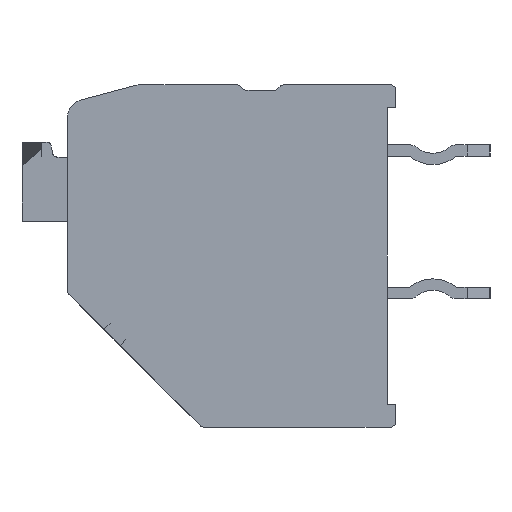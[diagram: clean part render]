
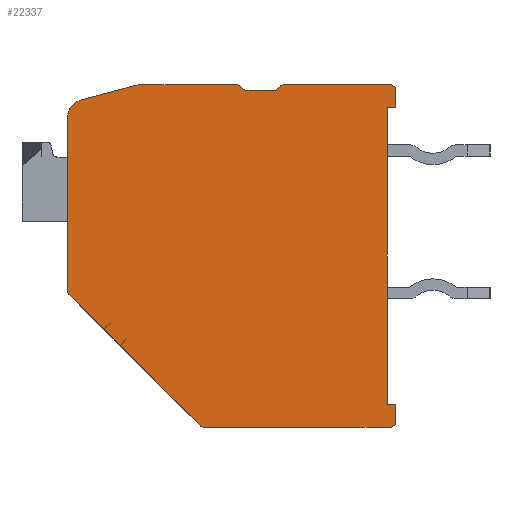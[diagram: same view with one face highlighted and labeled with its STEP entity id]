
A CAD part, left-side view. The second image highlights one B-rep face of the part: STEP entity #22337.
In plain terms, the highlighted planar face has unit normal (-1, 0, 0).
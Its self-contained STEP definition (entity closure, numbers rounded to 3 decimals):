
#7226=CARTESIAN_POINT('',(-63.,5.15,4.883));
#7227=DIRECTION('',(1.,0.,0.));
#7228=DIRECTION('',(0.,1.,0.));
#7229=AXIS2_PLACEMENT_3D('',#7226,#7227,#7228);
#7231=DIRECTION('',(0.,-0.966,0.259));
#7232=VECTOR('',#7231,1.997);
#7233=CARTESIAN_POINT('',(-63.,5.305,5.463));
#7234=LINE('',#7233,#7232);
#7235=CARTESIAN_POINT('',(-63.,3.221,5.4));
#7236=DIRECTION('',(1.,0.,0.));
#7237=DIRECTION('',(0.,0.259,0.966));
#7238=AXIS2_PLACEMENT_3D('',#7235,#7236,#7237);
#7240=DIRECTION('',(0.,-1.,0.));
#7241=VECTOR('',#7240,3.388);
#7242=CARTESIAN_POINT('',(-63.,3.221,6.));
#7243=LINE('',#7242,#7241);
#7244=CARTESIAN_POINT('',(-63.,-0.167,5.8));
#7245=DIRECTION('',(1.,0.,0.));
#7246=DIRECTION('',(0.,0.,1.));
#7247=AXIS2_PLACEMENT_3D('',#7244,#7245,#7246);
#7249=DIRECTION('',(0.,-0.707,-0.707));
#7250=VECTOR('',#7249,0.117);
#7251=CARTESIAN_POINT('',(-63.,-0.309,5.941));
#7252=LINE('',#7251,#7250);
#7253=CARTESIAN_POINT('',(-63.,-0.533,6.));
#7254=DIRECTION('',(-1.,0.,0.));
#7255=DIRECTION('',(0.,0.707,-0.707));
#7256=AXIS2_PLACEMENT_3D('',#7253,#7254,#7255);
#7258=DIRECTION('',(0.,-1.,0.));
#7259=VECTOR('',#7258,0.934);
#7260=CARTESIAN_POINT('',(-63.,-0.533,5.8));
#7261=LINE('',#7260,#7259);
#7262=CARTESIAN_POINT('',(-63.,-1.467,6.));
#7263=DIRECTION('',(-1.,0.,0.));
#7264=DIRECTION('',(0.,0.,-1.));
#7265=AXIS2_PLACEMENT_3D('',#7262,#7263,#7264);
#7267=DIRECTION('',(0.,-0.707,0.707));
#7268=VECTOR('',#7267,0.117);
#7269=CARTESIAN_POINT('',(-63.,-1.609,5.859));
#7270=LINE('',#7269,#7268);
#7271=CARTESIAN_POINT('',(-63.,-1.833,5.8));
#7272=DIRECTION('',(1.,0.,0.));
#7273=DIRECTION('',(0.,0.707,0.707));
#7274=AXIS2_PLACEMENT_3D('',#7271,#7272,#7273);
#7276=DIRECTION('',(0.,-1.,0.));
#7277=VECTOR('',#7276,3.717);
#7278=CARTESIAN_POINT('',(-63.,-1.833,6.));
#7279=LINE('',#7278,#7277);
#7280=CARTESIAN_POINT('',(-63.,-5.55,5.8));
#7281=DIRECTION('',(1.,0.,0.));
#7282=DIRECTION('',(0.,0.,1.));
#7283=AXIS2_PLACEMENT_3D('',#7280,#7281,#7282);
#7285=DIRECTION('',(0.,0.,-1.));
#7286=VECTOR('',#7285,0.6);
#7287=CARTESIAN_POINT('',(-63.,-5.75,5.8));
#7288=LINE('',#7287,#7286);
#7289=DIRECTION('',(0.,1.,0.));
#7290=VECTOR('',#7289,0.3);
#7291=CARTESIAN_POINT('',(-63.,-5.75,5.2));
#7292=LINE('',#7291,#7290);
#7293=DIRECTION('',(0.,0.,-1.));
#7294=VECTOR('',#7293,10.4);
#7295=CARTESIAN_POINT('',(-63.,-5.45,5.2));
#7296=LINE('',#7295,#7294);
#7297=DIRECTION('',(0.,-1.,0.));
#7298=VECTOR('',#7297,0.3);
#7299=CARTESIAN_POINT('',(-63.,-5.45,-5.2));
#7300=LINE('',#7299,#7298);
#7301=DIRECTION('',(0.,0.,-1.));
#7302=VECTOR('',#7301,0.6);
#7303=CARTESIAN_POINT('',(-63.,-5.75,-5.2));
#7304=LINE('',#7303,#7302);
#7305=CARTESIAN_POINT('',(-63.,-5.55,-5.8));
#7306=DIRECTION('',(1.,0.,0.));
#7307=DIRECTION('',(0.,-1.,0.));
#7308=AXIS2_PLACEMENT_3D('',#7305,#7306,#7307);
#7310=DIRECTION('',(0.,1.,0.));
#7311=VECTOR('',#7310,6.515);
#7312=CARTESIAN_POINT('',(-63.,-5.55,-6.));
#7313=LINE('',#7312,#7311);
#7314=CARTESIAN_POINT('',(-63.,0.965,-5.8));
#7315=DIRECTION('',(1.,0.,0.));
#7316=DIRECTION('',(0.,0.,-1.));
#7317=AXIS2_PLACEMENT_3D('',#7314,#7315,#7316);
#7319=DIRECTION('',(0.,0.707,0.707));
#7320=VECTOR('',#7319,6.484);
#7321=CARTESIAN_POINT('',(-63.,1.107,-5.941));
#7322=LINE('',#7321,#7320);
#7323=CARTESIAN_POINT('',(-63.,5.55,-1.215));
#7324=DIRECTION('',(1.,0.,0.));
#7325=DIRECTION('',(0.,0.707,-0.707));
#7326=AXIS2_PLACEMENT_3D('',#7323,#7324,#7325);
#7328=DIRECTION('',(0.,0.,1.));
#7329=VECTOR('',#7328,6.098);
#7330=CARTESIAN_POINT('',(-63.,5.75,-1.215));
#7331=LINE('',#7330,#7329);
#9964=CARTESIAN_POINT('',(-63.,5.75,4.883));
#9965=CARTESIAN_POINT('',(-63.,5.305,5.463));
#9966=VERTEX_POINT('',#9964);
#9967=VERTEX_POINT('',#9965);
#9968=CARTESIAN_POINT('',(-63.,3.376,5.98));
#9969=VERTEX_POINT('',#9968);
#9970=CARTESIAN_POINT('',(-63.,3.221,6.));
#9971=VERTEX_POINT('',#9970);
#9972=CARTESIAN_POINT('',(-63.,-0.167,6.));
#9973=VERTEX_POINT('',#9972);
#9974=CARTESIAN_POINT('',(-63.,-0.309,5.941));
#9975=VERTEX_POINT('',#9974);
#9976=CARTESIAN_POINT('',(-63.,-0.391,5.859));
#9977=VERTEX_POINT('',#9976);
#9978=CARTESIAN_POINT('',(-63.,-0.533,5.8));
#9979=VERTEX_POINT('',#9978);
#9980=CARTESIAN_POINT('',(-63.,-1.467,5.8));
#9981=VERTEX_POINT('',#9980);
#9982=CARTESIAN_POINT('',(-63.,-1.609,5.859));
#9983=VERTEX_POINT('',#9982);
#9984=CARTESIAN_POINT('',(-63.,-1.691,5.941));
#9985=VERTEX_POINT('',#9984);
#9986=CARTESIAN_POINT('',(-63.,-1.833,6.));
#9987=VERTEX_POINT('',#9986);
#9988=CARTESIAN_POINT('',(-63.,-5.55,6.));
#9989=VERTEX_POINT('',#9988);
#9990=CARTESIAN_POINT('',(-63.,-5.75,5.8));
#9991=VERTEX_POINT('',#9990);
#9992=CARTESIAN_POINT('',(-63.,-5.75,5.2));
#9993=VERTEX_POINT('',#9992);
#9994=CARTESIAN_POINT('',(-63.,-5.45,5.2));
#9995=VERTEX_POINT('',#9994);
#9996=CARTESIAN_POINT('',(-63.,-5.45,-5.2));
#9997=VERTEX_POINT('',#9996);
#9998=CARTESIAN_POINT('',(-63.,-5.75,-5.2));
#9999=VERTEX_POINT('',#9998);
#10000=CARTESIAN_POINT('',(-63.,-5.75,-5.8));
#10001=VERTEX_POINT('',#10000);
#10002=CARTESIAN_POINT('',(-63.,-5.55,-6.));
#10003=VERTEX_POINT('',#10002);
#10004=CARTESIAN_POINT('',(-63.,0.965,-6.));
#10005=VERTEX_POINT('',#10004);
#10006=CARTESIAN_POINT('',(-63.,1.107,-5.941));
#10007=VERTEX_POINT('',#10006);
#10008=CARTESIAN_POINT('',(-63.,5.691,-1.357));
#10009=VERTEX_POINT('',#10008);
#10010=CARTESIAN_POINT('',(-63.,5.75,-1.215));
#10011=VERTEX_POINT('',#10010);
#22306=CARTESIAN_POINT('',(-63.,0.,0.));
#22307=DIRECTION('',(1.,0.,0.));
#22308=DIRECTION('',(0.,0.,-1.));
#22309=AXIS2_PLACEMENT_3D('',#22306,#22307,#22308);
#22310=PLANE('',#22309);
#22311=ORIENTED_EDGE('',*,*,#12768,.T.);
#22312=ORIENTED_EDGE('',*,*,#12783,.T.);
#22313=ORIENTED_EDGE('',*,*,#12797,.T.);
#22314=ORIENTED_EDGE('',*,*,#12811,.T.);
#22315=ORIENTED_EDGE('',*,*,#12825,.T.);
#22316=ORIENTED_EDGE('',*,*,#12839,.T.);
#22317=ORIENTED_EDGE('',*,*,#12853,.T.);
#22318=ORIENTED_EDGE('',*,*,#12867,.T.);
#22319=ORIENTED_EDGE('',*,*,#12881,.T.);
#22320=ORIENTED_EDGE('',*,*,#12895,.T.);
#22321=ORIENTED_EDGE('',*,*,#12909,.T.);
#22322=ORIENTED_EDGE('',*,*,#12923,.T.);
#22323=ORIENTED_EDGE('',*,*,#12937,.T.);
#22324=ORIENTED_EDGE('',*,*,#12951,.T.);
#22325=ORIENTED_EDGE('',*,*,#12965,.T.);
#22326=ORIENTED_EDGE('',*,*,#12979,.T.);
#22327=ORIENTED_EDGE('',*,*,#13173,.T.);
#22328=ORIENTED_EDGE('',*,*,#13187,.T.);
#22329=ORIENTED_EDGE('',*,*,#13201,.T.);
#22330=ORIENTED_EDGE('',*,*,#13215,.T.);
#22331=ORIENTED_EDGE('',*,*,#13229,.T.);
#22332=ORIENTED_EDGE('',*,*,#13252,.T.);
#22333=ORIENTED_EDGE('',*,*,#13913,.T.);
#22334=ORIENTED_EDGE('',*,*,#14086,.T.);
#22335=EDGE_LOOP('',(#22311,#22312,#22313,#22314,#22315,#22316,#22317,#22318,
#22319,#22320,#22321,#22322,#22323,#22324,#22325,#22326,#22327,#22328,#22329,
#22330,#22331,#22332,#22333,#22334));
#22336=FACE_OUTER_BOUND('',#22335,.F.);
#7230=CIRCLE('',#7229,0.6);
#7239=CIRCLE('',#7238,0.6);
#7248=CIRCLE('',#7247,0.2);
#7257=CIRCLE('',#7256,0.2);
#7266=CIRCLE('',#7265,0.2);
#7275=CIRCLE('',#7274,0.2);
#7284=CIRCLE('',#7283,0.2);
#7309=CIRCLE('',#7308,0.2);
#7318=CIRCLE('',#7317,0.2);
#7327=CIRCLE('',#7326,0.2);
#12768=EDGE_CURVE('',#9966,#9967,#7230,.T.);
#12783=EDGE_CURVE('',#9967,#9969,#7234,.T.);
#12797=EDGE_CURVE('',#9969,#9971,#7239,.T.);
#12811=EDGE_CURVE('',#9971,#9973,#7243,.T.);
#12825=EDGE_CURVE('',#9973,#9975,#7248,.T.);
#12839=EDGE_CURVE('',#9975,#9977,#7252,.T.);
#12853=EDGE_CURVE('',#9977,#9979,#7257,.T.);
#12867=EDGE_CURVE('',#9979,#9981,#7261,.T.);
#12881=EDGE_CURVE('',#9981,#9983,#7266,.T.);
#12895=EDGE_CURVE('',#9983,#9985,#7270,.T.);
#12909=EDGE_CURVE('',#9985,#9987,#7275,.T.);
#12923=EDGE_CURVE('',#9987,#9989,#7279,.T.);
#12937=EDGE_CURVE('',#9989,#9991,#7284,.T.);
#12951=EDGE_CURVE('',#9991,#9993,#7288,.T.);
#12965=EDGE_CURVE('',#9993,#9995,#7292,.T.);
#12979=EDGE_CURVE('',#9995,#9997,#7296,.T.);
#13173=EDGE_CURVE('',#9997,#9999,#7300,.T.);
#13187=EDGE_CURVE('',#9999,#10001,#7304,.T.);
#13201=EDGE_CURVE('',#10001,#10003,#7309,.T.);
#13215=EDGE_CURVE('',#10003,#10005,#7313,.T.);
#13229=EDGE_CURVE('',#10005,#10007,#7318,.T.);
#13252=EDGE_CURVE('',#10007,#10009,#7322,.T.);
#13913=EDGE_CURVE('',#10009,#10011,#7327,.T.);
#14086=EDGE_CURVE('',#10011,#9966,#7331,.T.);
#22337=ADVANCED_FACE('',(#22336),#22310,.F.);
